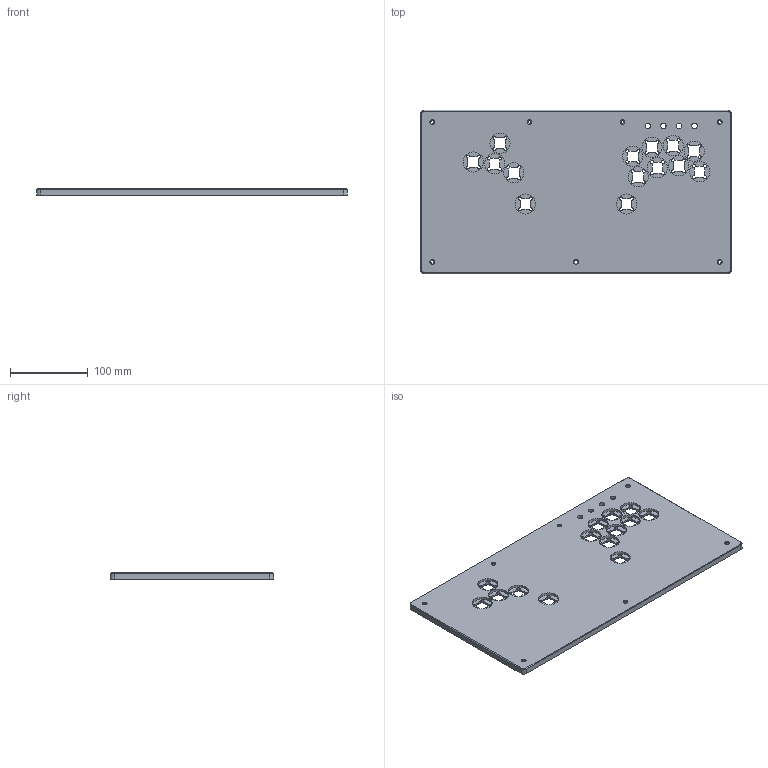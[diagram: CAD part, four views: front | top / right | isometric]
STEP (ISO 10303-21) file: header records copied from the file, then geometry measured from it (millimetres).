
FILE_DESCRIPTION(('FreeCAD Model'),'2;1');
FILE_NAME('Open CASCADE Shape Model','2024-02-12T19:07:55',(''),(''), 'Open CASCADE STEP processor 7.7','FreeCAD','Unknown');
FILE_SCHEMA(('AUTOMOTIVE_DESIGN { 1 0 10303 214 1 1 1 1 }'));
Length unit declared in the file: millimetre
Products named in the file (1): Top
Bounding box: 400 x 210 x 8 mm (x, y, z)
Volume: 621396.2 mm3; surface area: 180614.3 mm2
Topology: 1 solids, 1 shells, 366 faces, 1023 edges, 677 vertices
Faces by surface type: cylinder 199, plane 156, cone 11
Full cylindrical faces by diameter (mm): 4 x7, 7 x4, 26 x14
Entity records: 12132 total; most frequent: DIRECTION 2278, CARTESIAN_POINT 2067, ORIENTED_EDGE 2046, EDGE_CURVE 1023, AXIS2_PLACEMENT_3D 888, VERTEX_POINT 677, CIRCLE 521, LINE 502
